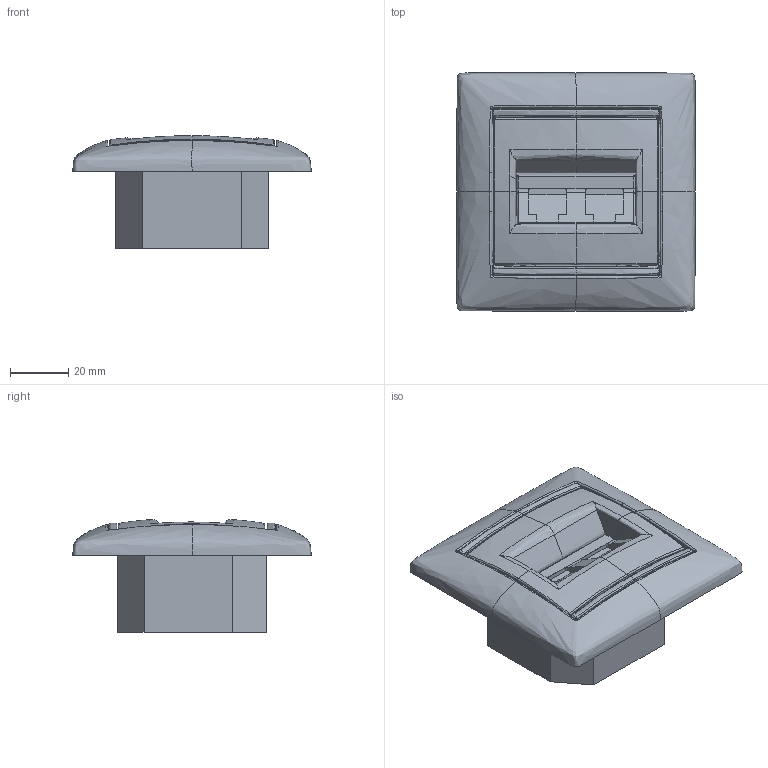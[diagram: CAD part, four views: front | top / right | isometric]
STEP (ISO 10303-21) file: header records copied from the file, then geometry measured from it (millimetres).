
FILE_DESCRIPTION(('STEP AP242'), '1');
FILE_NAME('774231', '', ('UNSPECIFIED'), ('UNSPECIFIED'), 'C3D Converter', 'C3D Toolkit', '');
FILE_SCHEMA(('AP242_MANAGED_MODEL_BASED_3D_ENGINEERING_MIM_LF { 1 0 10303 442 1 1 4 }'));
Length unit declared in the file: millimetre
Products named in the file (1): БЕИВ.434435.012
Bounding box: 82 x 82 x 38.8 mm (x, y, z)
Volume: 1988.4 mm3; surface area: 33668.1 mm2
Topology: 16 solids, 17 shells, 985 faces, 2565 edges, 1555 vertices
Faces by surface type: bspline 390, plane 379, cylinder 132, extrusion 33, sphere 25, torus 22, cone 4
Full cylindrical faces by diameter (mm): 2.787 x4
Entity records: 81271 total; most frequent: CARTESIAN_POINT 53669, ORIENTED_EDGE 4997, EDGE_CURVE 2499, DIRECTION 2459, VERTEX_POINT 1549, B_SPLINE_CURVE_WITH_KNOTS 1355, EDGE_LOOP 1009, FACE_BOUND 1001
